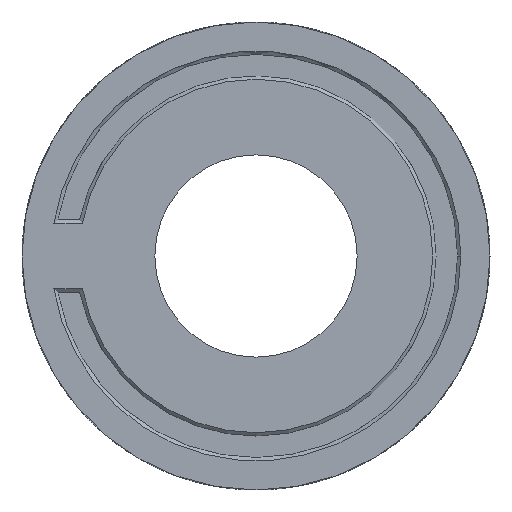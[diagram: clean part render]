
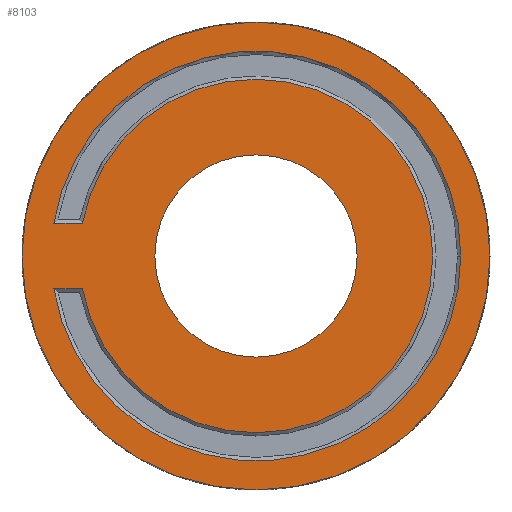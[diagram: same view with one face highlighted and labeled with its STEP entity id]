
A CAD part, left-side view. The second image highlights one B-rep face of the part: STEP entity #8103.
In plain terms, the highlighted planar face has unit normal (-1, 0, 0).
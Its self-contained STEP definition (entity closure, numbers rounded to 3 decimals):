
#62 = DIRECTION ( 'NONE',  ( 0., -1., 0. ) ) ;
#364 = CARTESIAN_POINT ( 'NONE',  ( 3.43, 0., 0. ) ) ;
#367 = FACE_OUTER_BOUND ( 'NONE', #4821, .T. ) ;
#876 = ORIENTED_EDGE ( 'NONE', *, *, #2791, .T. ) ;
#1095 = DIRECTION ( 'NONE',  ( 0., -1., 0. ) ) ;
#1152 = CARTESIAN_POINT ( 'NONE',  ( 3.43, -14.05, 0. ) ) ;
#1563 = CIRCLE ( 'NONE', #8644, 32.5 ) ;
#1671 = DIRECTION ( 'NONE',  ( 0., -1., 0. ) ) ;
#1746 = AXIS2_PLACEMENT_3D ( 'NONE', #14932, #14849, #8401 ) ;
#2035 = ORIENTED_EDGE ( 'NONE', *, *, #9096, .T. ) ;
#2043 = ORIENTED_EDGE ( 'NONE', *, *, #12765, .T. ) ;
#2313 = CIRCLE ( 'NONE', #13053, 14.05 ) ;
#2791 = EDGE_CURVE ( 'NONE', #3939, #10476, #13490, .T. ) ;
#2912 = FACE_BOUND ( 'NONE', #5690, .T. ) ;
#2914 = CARTESIAN_POINT ( 'NONE',  ( 3.43, 0., 4.55 ) ) ;
#3323 = AXIS2_PLACEMENT_3D ( 'NONE', #4772, #16201, #3603 ) ;
#3475 = EDGE_CURVE ( 'NONE', #10090, #7935, #9162, .T. ) ;
#3603 = DIRECTION ( 'NONE',  ( 0., -1., 0. ) ) ;
#3692 = ORIENTED_EDGE ( 'NONE', *, *, #7491, .T. ) ;
#3742 = CARTESIAN_POINT ( 'NONE',  ( 3.43, 28.084, 4.55 ) ) ;
#3939 = VERTEX_POINT ( 'NONE', #11004 ) ;
#4145 = DIRECTION ( 'NONE',  ( -1., 0., 0. ) ) ;
#4153 = CIRCLE ( 'NONE', #3323, 32.5 ) ;
#4211 = CARTESIAN_POINT ( 'NONE',  ( 3.43, -28.45, 0. ) ) ;
#4611 = CARTESIAN_POINT ( 'NONE',  ( 3.43, 0., -4.55 ) ) ;
#4772 = CARTESIAN_POINT ( 'NONE',  ( 3.43, 0., 0. ) ) ;
#4821 = EDGE_LOOP ( 'NONE', ( #15950, #3692 ) ) ;
#5025 = EDGE_LOOP ( 'NONE', ( #876, #9382, #11193, #2043, #2035 ) ) ;
#5096 = DIRECTION ( 'NONE',  ( 1., 0., 0. ) ) ;
#5391 = PLANE ( 'NONE',  #15954 ) ;
#5542 = ORIENTED_EDGE ( 'NONE', *, *, #7089, .F. ) ;
#5614 = CARTESIAN_POINT ( 'NONE',  ( 3.43, 0., 0. ) ) ;
#5690 = EDGE_LOOP ( 'NONE', ( #15541, #5542 ) ) ;
#5945 = VECTOR ( 'NONE', #15958, 1000. ) ;
#6057 = CIRCLE ( 'NONE', #13682, 28.45 ) ;
#6697 = CARTESIAN_POINT ( 'NONE',  ( 3.43, 0., 0. ) ) ;
#6783 = DIRECTION ( 'NONE',  ( 0., 1., 0. ) ) ;
#7089 = EDGE_CURVE ( 'NONE', #11139, #15213, #2313, .T. ) ;
#7267 = AXIS2_PLACEMENT_3D ( 'NONE', #11565, #11316, #62 ) ;
#7491 = EDGE_CURVE ( 'NONE', #11104, #8099, #4153, .T. ) ;
#7918 = DIRECTION ( 'NONE',  ( -1., 0., 0. ) ) ;
#7935 = VERTEX_POINT ( 'NONE', #3742 ) ;
#8029 = VECTOR ( 'NONE', #6783, 1000. ) ;
#8052 = CARTESIAN_POINT ( 'NONE',  ( 3.43, 14.05, 0. ) ) ;
#8099 = VERTEX_POINT ( 'NONE', #15511 ) ;
#8103 = ADVANCED_FACE ( 'NONE', ( #13281, #367, #2912 ), #5391, .T. ) ;
#8192 = EDGE_CURVE ( 'NONE', #10476, #10090, #8834, .T. ) ;
#8401 = DIRECTION ( 'NONE',  ( 0., -1., 0. ) ) ;
#8433 = VERTEX_POINT ( 'NONE', #4211 ) ;
#8644 = AXIS2_PLACEMENT_3D ( 'NONE', #16164, #11041, #1095 ) ;
#8770 = DIRECTION ( 'NONE',  ( 0., -1., 0. ) ) ;
#8834 = CIRCLE ( 'NONE', #1746, 24.55 ) ;
#9096 = EDGE_CURVE ( 'NONE', #8433, #3939, #14379, .T. ) ;
#9162 = LINE ( 'NONE', #2914, #8029 ) ;
#9382 = ORIENTED_EDGE ( 'NONE', *, *, #8192, .T. ) ;
#9971 = AXIS2_PLACEMENT_3D ( 'NONE', #11947, #10945, #14507 ) ;
#10090 = VERTEX_POINT ( 'NONE', #14894 ) ;
#10476 = VERTEX_POINT ( 'NONE', #11131 ) ;
#10945 = DIRECTION ( 'NONE',  ( -1., 0., 0. ) ) ;
#11004 = CARTESIAN_POINT ( 'NONE',  ( 3.43, 28.084, -4.55 ) ) ;
#11041 = DIRECTION ( 'NONE',  ( -1., 0., 0. ) ) ;
#11104 = VERTEX_POINT ( 'NONE', #14584 ) ;
#11131 = CARTESIAN_POINT ( 'NONE',  ( 3.43, 24.125, -4.55 ) ) ;
#11139 = VERTEX_POINT ( 'NONE', #1152 ) ;
#11193 = ORIENTED_EDGE ( 'NONE', *, *, #3475, .T. ) ;
#11316 = DIRECTION ( 'NONE',  ( 1., 0., 0. ) ) ;
#11565 = CARTESIAN_POINT ( 'NONE',  ( 3.43, 0., 0. ) ) ;
#11947 = CARTESIAN_POINT ( 'NONE',  ( 3.43, 0., 0. ) ) ;
#12424 = EDGE_CURVE ( 'NONE', #8099, #11104, #1563, .T. ) ;
#12765 = EDGE_CURVE ( 'NONE', #7935, #8433, #6057, .T. ) ;
#13053 = AXIS2_PLACEMENT_3D ( 'NONE', #364, #4145, #15747 ) ;
#13281 = FACE_BOUND ( 'NONE', #5025, .T. ) ;
#13490 = LINE ( 'NONE', #4611, #5945 ) ;
#13682 = AXIS2_PLACEMENT_3D ( 'NONE', #5614, #5096, #8770 ) ;
#13691 = CIRCLE ( 'NONE', #9971, 14.05 ) ;
#13751 = EDGE_CURVE ( 'NONE', #15213, #11139, #13691, .T. ) ;
#14379 = CIRCLE ( 'NONE', #7267, 28.45 ) ;
#14507 = DIRECTION ( 'NONE',  ( 0., -1., 0. ) ) ;
#14584 = CARTESIAN_POINT ( 'NONE',  ( 3.43, 32.5, 0. ) ) ;
#14849 = DIRECTION ( 'NONE',  ( -1., 0., 0. ) ) ;
#14894 = CARTESIAN_POINT ( 'NONE',  ( 3.43, 24.125, 4.55 ) ) ;
#14932 = CARTESIAN_POINT ( 'NONE',  ( 3.43, 0., 0. ) ) ;
#15213 = VERTEX_POINT ( 'NONE', #8052 ) ;
#15511 = CARTESIAN_POINT ( 'NONE',  ( 3.43, -32.5, 0. ) ) ;
#15541 = ORIENTED_EDGE ( 'NONE', *, *, #13751, .F. ) ;
#15747 = DIRECTION ( 'NONE',  ( 0., -1., 0. ) ) ;
#15950 = ORIENTED_EDGE ( 'NONE', *, *, #12424, .T. ) ;
#15954 = AXIS2_PLACEMENT_3D ( 'NONE', #6697, #7918, #1671 ) ;
#15958 = DIRECTION ( 'NONE',  ( 0., -1., 0. ) ) ;
#16164 = CARTESIAN_POINT ( 'NONE',  ( 3.43, 0., 0. ) ) ;
#16201 = DIRECTION ( 'NONE',  ( -1., 0., 0. ) ) ;
